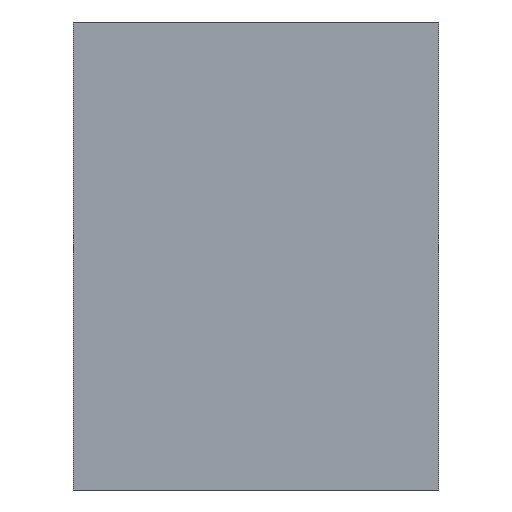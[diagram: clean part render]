
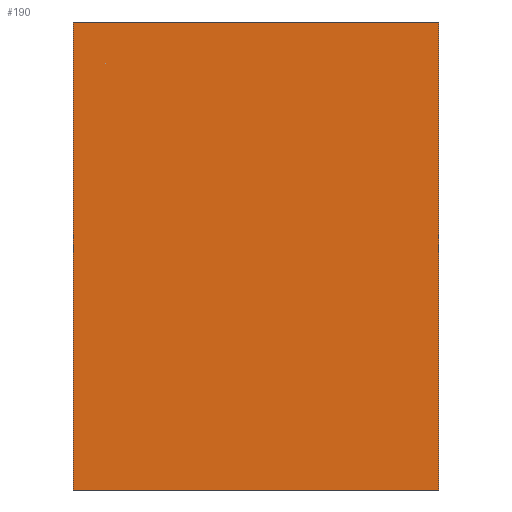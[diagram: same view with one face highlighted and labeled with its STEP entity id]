
A CAD part, front view. The second image highlights one B-rep face of the part: STEP entity #190.
In plain terms, the highlighted planar face has unit normal (0, -1, 0).
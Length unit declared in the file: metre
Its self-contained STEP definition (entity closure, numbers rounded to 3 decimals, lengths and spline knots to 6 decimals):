
#44=ORIENTED_EDGE('',*,*,#69,.F.);
#45=ORIENTED_EDGE('',*,*,#78,.F.);
#46=ORIENTED_EDGE('',*,*,#73,.T.);
#47=ORIENTED_EDGE('',*,*,#80,.T.);
#69=EDGE_CURVE('',#92,#93,#109,.T.);
#73=EDGE_CURVE('',#95,#96,#113,.T.);
#78=EDGE_CURVE('',#95,#92,#118,.T.);
#80=EDGE_CURVE('',#96,#93,#120,.T.);
#92=VERTEX_POINT('',#287);
#93=VERTEX_POINT('',#289);
#95=VERTEX_POINT('',#296);
#96=VERTEX_POINT('',#297);
#109=LINE('',#288,#133);
#113=LINE('',#295,#137);
#118=LINE('',#305,#142);
#120=LINE('',#309,#144);
#133=VECTOR('',#235,1.);
#137=VECTOR('',#241,1.);
#142=VECTOR('',#248,1.);
#144=VECTOR('',#254,1.);
#156=EDGE_LOOP('',(#44,#45,#46,#47));
#168=FACE_BOUND('',#156,.T.);
#179=PLANE('',#214);
#190=ADVANCED_FACE('',(#168),#179,.T.);
#214=AXIS2_PLACEMENT_3D('',#310,#255,#256);
#235=DIRECTION('',(1.,0.,0.));
#241=DIRECTION('',(1.,0.,0.));
#248=DIRECTION('',(0.,0.,1.));
#254=DIRECTION('',(0.,0.,1.));
#255=DIRECTION('',(0.,-1.,0.));
#256=DIRECTION('',(0.,0.,-1.));
#287=CARTESIAN_POINT('',(-0.012102,-0.029064,0.055));
#288=CARTESIAN_POINT('',(0.009398,-0.029064,0.055));
#289=CARTESIAN_POINT('',(0.030898,-0.029064,0.055));
#295=CARTESIAN_POINT('',(0.009398,-0.029064,0.));
#296=CARTESIAN_POINT('',(-0.012102,-0.029064,0.));
#297=CARTESIAN_POINT('',(0.030898,-0.029064,0.));
#305=CARTESIAN_POINT('',(-0.012102,-0.029064,0.));
#309=CARTESIAN_POINT('',(0.030898,-0.029064,0.));
#310=CARTESIAN_POINT('',(0.009398,-0.029064,0.));
